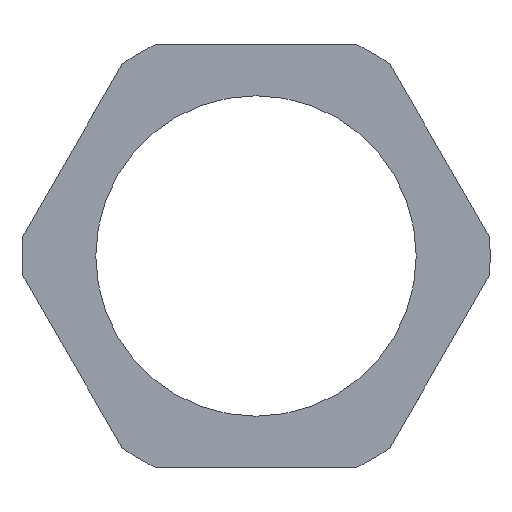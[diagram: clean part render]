
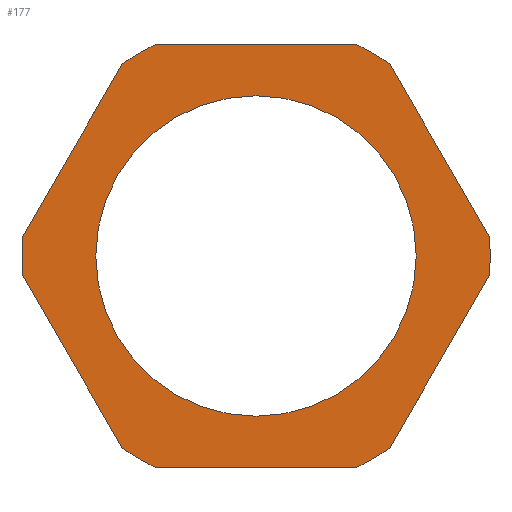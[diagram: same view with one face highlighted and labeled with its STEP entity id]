
A CAD part, left-side view. The second image highlights one B-rep face of the part: STEP entity #177.
In plain terms, the highlighted planar face has unit normal (-1, 0, 0).
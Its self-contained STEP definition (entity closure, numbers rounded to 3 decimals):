
#140=LINE('',#602,#158);
#141=LINE('',#606,#159);
#142=LINE('',#610,#160);
#143=LINE('',#614,#161);
#144=LINE('',#618,#162);
#145=LINE('',#622,#163);
#158=VECTOR('',#501,1.);
#159=VECTOR('',#504,1.);
#160=VECTOR('',#507,1.);
#161=VECTOR('',#510,1.);
#162=VECTOR('',#513,1.);
#163=VECTOR('',#516,1.);
#177=ADVANCED_FACE('',(#207,#208),#198,.T.);
#198=PLANE('',#453);
#207=FACE_BOUND('',#213,.T.);
#208=FACE_BOUND('',#214,.T.);
#213=EDGE_LOOP('',(#242));
#214=EDGE_LOOP('',(#243,#244,#245,#246,#247,#248,#249,#250,#251,#252,#253,
#254));
#242=ORIENTED_EDGE('',*,*,#374,.F.);
#243=ORIENTED_EDGE('',*,*,#375,.F.);
#244=ORIENTED_EDGE('',*,*,#376,.T.);
#245=ORIENTED_EDGE('',*,*,#377,.F.);
#246=ORIENTED_EDGE('',*,*,#378,.T.);
#247=ORIENTED_EDGE('',*,*,#379,.F.);
#248=ORIENTED_EDGE('',*,*,#380,.T.);
#249=ORIENTED_EDGE('',*,*,#381,.F.);
#250=ORIENTED_EDGE('',*,*,#382,.T.);
#251=ORIENTED_EDGE('',*,*,#383,.F.);
#252=ORIENTED_EDGE('',*,*,#384,.T.);
#253=ORIENTED_EDGE('',*,*,#385,.F.);
#254=ORIENTED_EDGE('',*,*,#386,.T.);
#342=VERTEX_POINT('',#598);
#343=VERTEX_POINT('',#600);
#344=VERTEX_POINT('',#601);
#345=VERTEX_POINT('',#603);
#346=VERTEX_POINT('',#605);
#347=VERTEX_POINT('',#607);
#348=VERTEX_POINT('',#609);
#349=VERTEX_POINT('',#611);
#350=VERTEX_POINT('',#613);
#351=VERTEX_POINT('',#615);
#352=VERTEX_POINT('',#617);
#353=VERTEX_POINT('',#619);
#354=VERTEX_POINT('',#621);
#374=EDGE_CURVE('',#342,#342,#424,.T.);
#375=EDGE_CURVE('',#343,#344,#425,.T.);
#376=EDGE_CURVE('',#343,#345,#140,.T.);
#377=EDGE_CURVE('',#346,#345,#426,.T.);
#378=EDGE_CURVE('',#346,#347,#141,.T.);
#379=EDGE_CURVE('',#348,#347,#427,.T.);
#380=EDGE_CURVE('',#348,#349,#142,.T.);
#381=EDGE_CURVE('',#350,#349,#428,.T.);
#382=EDGE_CURVE('',#350,#351,#143,.T.);
#383=EDGE_CURVE('',#352,#351,#429,.T.);
#384=EDGE_CURVE('',#352,#353,#144,.T.);
#385=EDGE_CURVE('',#354,#353,#430,.T.);
#386=EDGE_CURVE('',#354,#344,#145,.T.);
#424=CIRCLE('',#446,7.188);
#425=CIRCLE('',#447,10.5);
#426=CIRCLE('',#448,10.5);
#427=CIRCLE('',#449,10.5);
#428=CIRCLE('',#450,10.5);
#429=CIRCLE('',#451,10.5);
#430=CIRCLE('',#452,10.5);
#446=AXIS2_PLACEMENT_3D('',#597,#497,#498);
#447=AXIS2_PLACEMENT_3D('',#599,#499,#500);
#448=AXIS2_PLACEMENT_3D('',#604,#502,#503);
#449=AXIS2_PLACEMENT_3D('',#608,#505,#506);
#450=AXIS2_PLACEMENT_3D('',#612,#508,#509);
#451=AXIS2_PLACEMENT_3D('',#616,#511,#512);
#452=AXIS2_PLACEMENT_3D('',#620,#514,#515);
#453=AXIS2_PLACEMENT_3D('',#623,#517,#518);
#497=DIRECTION('',(-1.,0.,0.));
#498=DIRECTION('',(0.,0.,1.));
#499=DIRECTION('',(1.,0.,0.));
#500=DIRECTION('',(0.,0.,-1.));
#501=DIRECTION('',(0.,-0.5,-0.866));
#502=DIRECTION('',(1.,0.,0.));
#503=DIRECTION('',(0.,0.,-1.));
#504=DIRECTION('',(0.,-1.,0.));
#505=DIRECTION('',(1.,0.,0.));
#506=DIRECTION('',(0.,0.,-1.));
#507=DIRECTION('',(0.,-0.5,0.866));
#508=DIRECTION('',(1.,0.,0.));
#509=DIRECTION('',(0.,0.,-1.));
#510=DIRECTION('',(0.,0.5,0.866));
#511=DIRECTION('',(1.,0.,0.));
#512=DIRECTION('',(0.,0.,-1.));
#513=DIRECTION('',(0.,1.,0.));
#514=DIRECTION('',(1.,0.,0.));
#515=DIRECTION('',(0.,0.,-1.));
#516=DIRECTION('',(0.,0.5,-0.866));
#517=DIRECTION('',(-1.,0.,0.));
#518=DIRECTION('',(0.,0.,1.));
#597=CARTESIAN_POINT('',(0.,0.,0.));
#598=CARTESIAN_POINT('',(0.,0.,7.188));
#599=CARTESIAN_POINT('',(0.,0.,0.));
#600=CARTESIAN_POINT('',(0.,10.463,-0.877));
#601=CARTESIAN_POINT('',(0.,10.463,0.877));
#602=CARTESIAN_POINT('',(0.,10.463,-0.877));
#603=CARTESIAN_POINT('',(0.,5.991,-8.623));
#604=CARTESIAN_POINT('',(0.,0.,0.));
#605=CARTESIAN_POINT('',(0.,4.472,-9.5));
#606=CARTESIAN_POINT('',(0.,4.472,-9.5));
#607=CARTESIAN_POINT('',(0.,-4.472,-9.5));
#608=CARTESIAN_POINT('',(0.,0.,0.));
#609=CARTESIAN_POINT('',(0.,-5.991,-8.623));
#610=CARTESIAN_POINT('',(0.,-5.991,-8.623));
#611=CARTESIAN_POINT('',(0.,-10.463,-0.877));
#612=CARTESIAN_POINT('',(0.,0.,0.));
#613=CARTESIAN_POINT('',(0.,-10.463,0.877));
#614=CARTESIAN_POINT('',(0.,-10.463,0.877));
#615=CARTESIAN_POINT('',(0.,-5.991,8.623));
#616=CARTESIAN_POINT('',(0.,0.,0.));
#617=CARTESIAN_POINT('',(0.,-4.472,9.5));
#618=CARTESIAN_POINT('',(0.,-4.472,9.5));
#619=CARTESIAN_POINT('',(0.,4.472,9.5));
#620=CARTESIAN_POINT('',(0.,0.,0.));
#621=CARTESIAN_POINT('',(0.,5.991,8.623));
#622=CARTESIAN_POINT('',(0.,5.991,8.623));
#623=CARTESIAN_POINT('',(0.,0.,0.));
